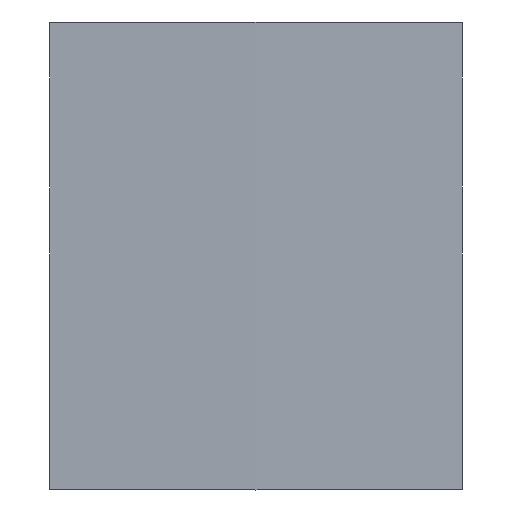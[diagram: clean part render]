
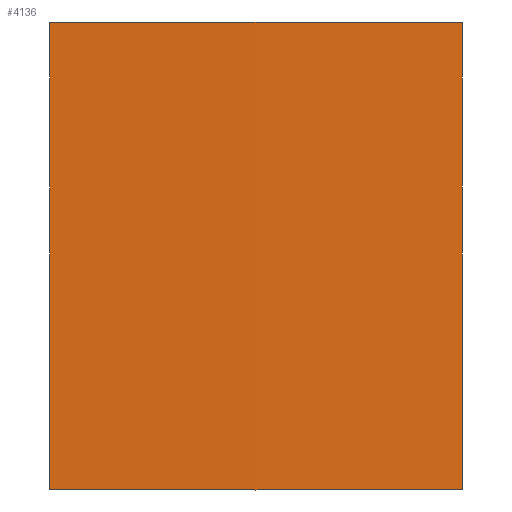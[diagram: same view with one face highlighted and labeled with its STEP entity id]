
A CAD part, top view. The second image highlights one B-rep face of the part: STEP entity #4136.
In plain terms, the highlighted cylindrical face has radius 4021.3 mm (diameter 8042.59 mm), a partial arc.
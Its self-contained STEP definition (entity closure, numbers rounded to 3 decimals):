
#35=DIRECTION('',(0.,-1.,0.));
#36=VECTOR('',#35,81.2);
#37=CARTESIAN_POINT('',(0.,217.162,-1.583));
#38=LINE('',#37,#36);
#144=CARTESIAN_POINT('',(0.,135.962,-1.583));
#179=DIRECTION('',(0.,-1.,0.));
#180=VECTOR('',#179,25.322);
#181=CARTESIAN_POINT('',(0.,251.484,-1.583));
#182=LINE('',#181,#180);
#209=CARTESIAN_POINT('',(0.,0.36,
-1.583));
#252=CARTESIAN_POINT('',(221.983,0.36,-1.583));
#619=DIRECTION('',(0.,1.,0.));
#620=VECTOR('',#619,126.602);
#621=CARTESIAN_POINT('',(0.,0.36,
-1.583));
#622=LINE('',#621,#620);
#623=DIRECTION('',(0.,1.,0.));
#624=VECTOR('',#623,9.);
#625=CARTESIAN_POINT('',(0.,126.962,-1.583));
#626=LINE('',#625,#624);
#627=DIRECTION('',(0.,1.,0.));
#628=VECTOR('',#627,9.);
#629=CARTESIAN_POINT('',(0.,217.162,-1.583));
#630=LINE('',#629,#628);
#631=CARTESIAN_POINT('',(0.,251.484,-1.583));
#632=CARTESIAN_POINT('',(24.705,251.615,-0.901));
#633=CARTESIAN_POINT('',(74.095,251.805,0.006));
#634=CARTESIAN_POINT('',(147.888,251.805,0.006));
#635=CARTESIAN_POINT('',(197.278,251.615,-0.901));
#636=CARTESIAN_POINT('',(221.983,251.484,-1.583));
#638=DIRECTION('',(0.,-1.,0.));
#639=VECTOR('',#638,25.322);
#640=CARTESIAN_POINT('',(221.983,251.484,-1.583));
#641=LINE('',#640,#639);
#642=DIRECTION('',(0.,-1.,0.));
#643=VECTOR('',#642,9.);
#644=CARTESIAN_POINT('',(221.983,226.162,-1.583));
#645=LINE('',#644,#643);
#646=DIRECTION('',(0.,-1.,0.));
#647=VECTOR('',#646,81.207);
#648=CARTESIAN_POINT('',(221.983,217.162,-1.583));
#649=LINE('',#648,#647);
#650=DIRECTION('',(0.,-1.,0.));
#651=VECTOR('',#650,8.993);
#652=CARTESIAN_POINT('',(221.983,135.955,-1.583));
#653=LINE('',#652,#651);
#654=DIRECTION('',(0.,-1.,0.));
#655=VECTOR('',#654,126.602);
#656=CARTESIAN_POINT('',(221.983,126.962,-1.583));
#657=LINE('',#656,#655);
#658=CARTESIAN_POINT('',(221.983,0.36,-1.583));
#659=CARTESIAN_POINT('',(197.265,0.213,
-0.901));
#660=CARTESIAN_POINT('',(147.86,-0.001,
0.006));
#661=CARTESIAN_POINT('',(74.123,-0.001,
0.006));
#662=CARTESIAN_POINT('',(24.718,0.213,
-0.901));
#663=CARTESIAN_POINT('',(0.,0.36,
-1.583));
#2511=CARTESIAN_POINT('',(221.983,135.955,-1.583));
#2888=VERTEX_POINT('',#252);
#2905=VERTEX_POINT('',#209);
#2985=CARTESIAN_POINT('',(0.,226.162,
-1.583));
#2987=VERTEX_POINT('',#2985);
#2992=CARTESIAN_POINT('',(221.983,226.162,-1.583));
#2994=VERTEX_POINT('',#2992);
#3158=CARTESIAN_POINT('',(221.983,217.162,-1.583));
#3159=VERTEX_POINT('',#3158);
#3162=CARTESIAN_POINT('',(221.983,251.484,-1.583));
#3163=VERTEX_POINT('',#3162);
#3164=VERTEX_POINT('',#2511);
#3173=CARTESIAN_POINT('',(0.,126.962,
-1.583));
#3174=VERTEX_POINT('',#3173);
#3177=CARTESIAN_POINT('',(221.983,126.962,-1.583));
#3179=VERTEX_POINT('',#3177);
#3193=VERTEX_POINT('',#144);
#3201=CARTESIAN_POINT('',(0.,251.484,
-1.583));
#3202=VERTEX_POINT('',#3201);
#3203=CARTESIAN_POINT('',(0.,217.162,-1.583));
#3204=VERTEX_POINT('',#3203);
#4113=CARTESIAN_POINT('',(110.992,-1.488,
-4021.348));
#4114=DIRECTION('',(0.,1.,0.));
#4115=DIRECTION('',(1.,0.,0.));
#4116=AXIS2_PLACEMENT_3D('',#4113,#4114,#4115);
#4117=CYLINDRICAL_SURFACE('',#4116,4021.297);
#4118=ORIENTED_EDGE('',*,*,#3624,.T.);
#4119=ORIENTED_EDGE('',*,*,#3571,.T.);
#4120=ORIENTED_EDGE('',*,*,#3392,.F.);
#4122=ORIENTED_EDGE('',*,*,#4121,.T.);
#4123=ORIENTED_EDGE('',*,*,#3602,.F.);
#4124=ORIENTED_EDGE('',*,*,#3640,.T.);
#4125=ORIENTED_EDGE('',*,*,#3655,.T.);
#4127=ORIENTED_EDGE('',*,*,#4126,.T.);
#4129=ORIENTED_EDGE('',*,*,#4128,.T.);
#4130=ORIENTED_EDGE('',*,*,#4106,.T.);
#4131=ORIENTED_EDGE('',*,*,#3662,.T.);
#4133=ORIENTED_EDGE('',*,*,#4132,.T.);
#4134=EDGE_LOOP('',(#4118,#4119,#4120,#4122,#4123,#4124,#4125,#4127,#4129,#4130,
#4131,#4133));
#4135=FACE_OUTER_BOUND('',#4134,.F.);
#4136=ADVANCED_FACE('',(#4135),#4117,.T.);
#637=B_SPLINE_CURVE_WITH_KNOTS('',3,(#631,#632,#633,#634,#635,#636),
.UNSPECIFIED.,.F.,.F.,(4,1,1,4),(0.,0.333,0.667,1.),
.UNSPECIFIED.);
#664=B_SPLINE_CURVE_WITH_KNOTS('',3,(#658,#659,#660,#661,#662,#663),
.UNSPECIFIED.,.F.,.F.,(4,1,1,4),(0.,0.333,0.667,1.),
.UNSPECIFIED.);
#3392=EDGE_CURVE('',#3204,#3193,#38,.T.);
#3571=EDGE_CURVE('',#3174,#3193,#626,.T.);
#3602=EDGE_CURVE('',#3202,#2987,#182,.T.);
#3624=EDGE_CURVE('',#2905,#3174,#622,.T.);
#3640=EDGE_CURVE('',#3202,#3163,#637,.T.);
#3655=EDGE_CURVE('',#3163,#2994,#641,.T.);
#3662=EDGE_CURVE('',#3179,#2888,#657,.T.);
#4106=EDGE_CURVE('',#3164,#3179,#653,.T.);
#4121=EDGE_CURVE('',#3204,#2987,#630,.T.);
#4126=EDGE_CURVE('',#2994,#3159,#645,.T.);
#4128=EDGE_CURVE('',#3159,#3164,#649,.T.);
#4132=EDGE_CURVE('',#2888,#2905,#664,.T.);
